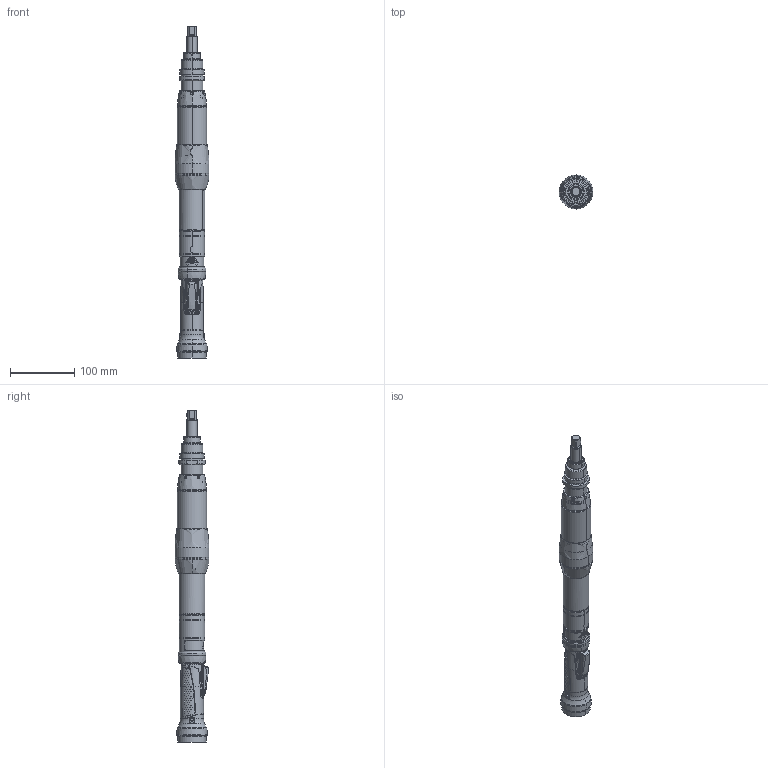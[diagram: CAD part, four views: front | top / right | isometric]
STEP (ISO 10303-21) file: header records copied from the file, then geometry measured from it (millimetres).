
FILE_DESCRIPTION((''),'2;1');
FILE_NAME('8436626091_FILLED_ASM','2019-10-07T20:16:57',('INEdipo'),(''),'CREO PARAMETRIC BY PTC INC, 2018100','CREO PARAMETRIC BY PTC INC, 2018100','');
FILE_SCHEMA(('CONFIG_CONTROL_DESIGN'));
Products named in the file (7): 4224411200_SW; 4224411100_SW; 4220524690_42204608_4220468390; 4224412206_SW; 4224156325_SW; 4220292801; 8436626091_FILLED_ASM
Assembly tree (6 placements, depth 2):
  8436626091_FILLED_ASM
    4224411200_SW
    4224411100_SW
    4220524690_42204608_4220468390
    4224412206_SW
    4224156325_SW
    4220292801
Bounding box: 53 x 53 x 517.63 mm (x, y, z)
Volume: 723512.4 mm3; surface area: 104777.2 mm2
Topology: 6 solids, 11 shells, 1108 faces, 2795 edges, 1770 vertices
Faces by surface type: bspline 542, cylinder 237, plane 129, torus 86, cone 81, revolution 19, sphere 12, extrusion 2
Entity records: 63936 total; most frequent: CARTESIAN_POINT 40921, ORIENTED_EDGE 5584, DIRECTION 3342, EDGE_CURVE 2794, VERTEX_POINT 1770, B_SPLINE_CURVE_WITH_KNOTS 1345, AXIS2_PLACEMENT_3D 1291, EDGE_LOOP 1204
